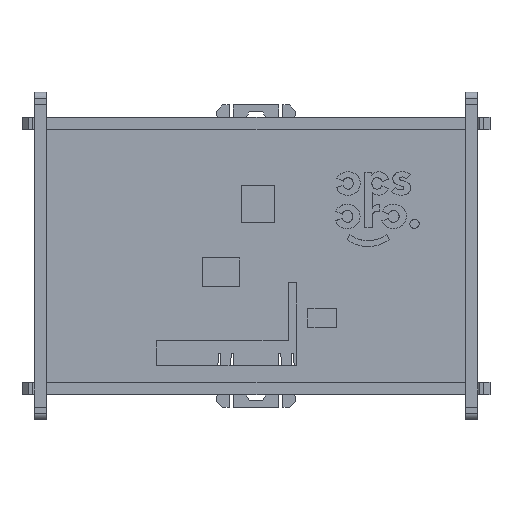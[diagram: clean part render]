
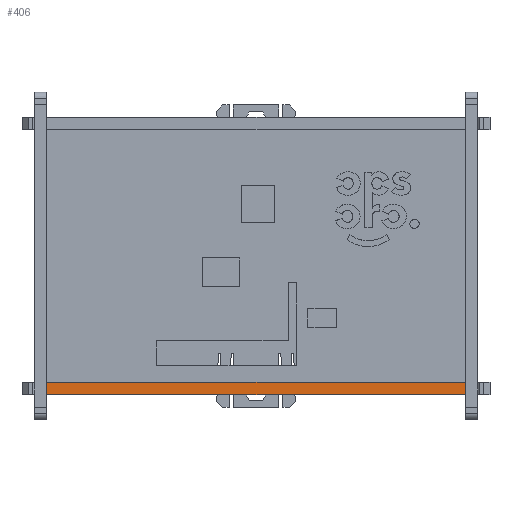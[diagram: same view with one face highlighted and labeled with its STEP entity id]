
A CAD part, top view. The second image highlights one B-rep face of the part: STEP entity #406.
In plain terms, the highlighted planar face has unit normal (0, 0, 1).
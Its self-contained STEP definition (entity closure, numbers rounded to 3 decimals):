
#406=ADVANCED_FACE('',(#993),#10120,.T.);
#993=FACE_OUTER_BOUND('',#1614,.T.);
#1614=EDGE_LOOP('',(#3378,#3379,#3380,#3381));
#3378=ORIENTED_EDGE('',*,*,#6186,.T.);
#3379=ORIENTED_EDGE('',*,*,#6187,.T.);
#3380=ORIENTED_EDGE('',*,*,#6188,.F.);
#3381=ORIENTED_EDGE('',*,*,#6184,.F.);
#6184=EDGE_CURVE('',#9386,#9387,#7521,.T.);
#6186=EDGE_CURVE('',#9386,#9388,#7523,.T.);
#6187=EDGE_CURVE('',#9388,#9389,#7524,.T.);
#6188=EDGE_CURVE('',#9387,#9389,#7525,.T.);
#7521=B_SPLINE_CURVE_WITH_KNOTS('',1,(#17173,#17174),.UNSPECIFIED.,.F.,
 .F.,(2,2),(0.,3.),.UNSPECIFIED.);
#7523=B_SPLINE_CURVE_WITH_KNOTS('',1,(#17177,#17178),.UNSPECIFIED.,.F.,
 .F.,(2,2),(645.445,746.445),.UNSPECIFIED.);
#7524=B_SPLINE_CURVE_WITH_KNOTS('',1,(#17179,#17180),.UNSPECIFIED.,.F.,
 .F.,(2,2),(0.,3.),.UNSPECIFIED.);
#7525=B_SPLINE_CURVE_WITH_KNOTS('',1,(#17181,#17182),.UNSPECIFIED.,.F.,
 .F.,(2,2),(645.445,746.445),.UNSPECIFIED.);
#9386=VERTEX_POINT('',#16687);
#9387=VERTEX_POINT('',#16688);
#9388=VERTEX_POINT('',#16689);
#9389=VERTEX_POINT('',#16690);
#10120=PLANE('',#10727);
#10727=AXIS2_PLACEMENT_3D('',#16409,#10928,$);
#10928=DIRECTION('',(0.,0.,1.));
#16409=CARTESIAN_POINT('',(50.498,-30.5,36.5));
#16687=CARTESIAN_POINT('',(50.498,-30.5,36.5));
#16688=CARTESIAN_POINT('',(50.498,-33.5,36.5));
#16689=CARTESIAN_POINT('',(-50.502,-30.5,36.5));
#16690=CARTESIAN_POINT('',(-50.502,-33.5,36.5));
#17173=CARTESIAN_POINT('',(50.498,-30.5,36.5));
#17174=CARTESIAN_POINT('',(50.498,-33.5,36.5));
#17177=CARTESIAN_POINT('',(50.498,-30.5,36.5));
#17178=CARTESIAN_POINT('',(-50.502,-30.5,36.5));
#17179=CARTESIAN_POINT('',(-50.502,-30.5,36.5));
#17180=CARTESIAN_POINT('',(-50.502,-33.5,36.5));
#17181=CARTESIAN_POINT('',(50.498,-33.5,36.5));
#17182=CARTESIAN_POINT('',(-50.502,-33.5,36.5));
